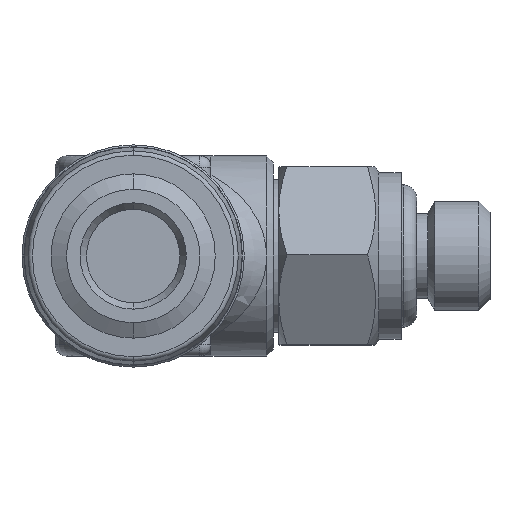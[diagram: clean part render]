
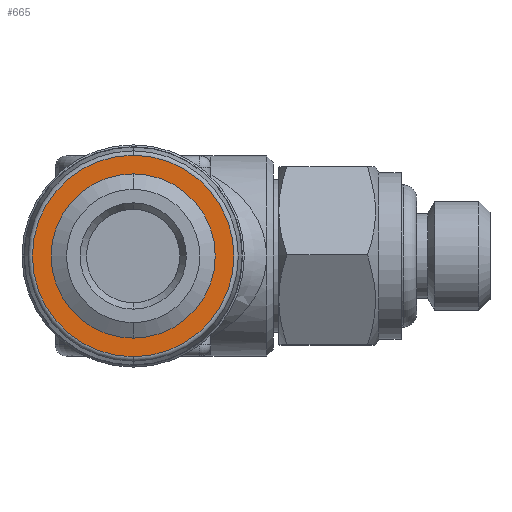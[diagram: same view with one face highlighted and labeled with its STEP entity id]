
A CAD part, left-side view. The second image highlights one B-rep face of the part: STEP entity #665.
In plain terms, the highlighted planar face has unit normal (-1, 0, 0).
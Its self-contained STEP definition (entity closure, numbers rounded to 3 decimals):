
#290 = ORIENTED_EDGE ( 'NONE', *, *, #2949, .F. ) ;
#291 = ORIENTED_EDGE ( 'NONE', *, *, #2921, .F. ) ;
#292 = ORIENTED_EDGE ( 'NONE', *, *, #2924, .T. ) ;
#293 = ORIENTED_EDGE ( 'NONE', *, *, #2948, .T. ) ;
#665 = ADVANCED_FACE ( 'NONE', ( #6403, #6400 ), #6518, .F. ) ;
#1790 = CARTESIAN_POINT ( 'NONE',  ( -17.6, 15.7, 0. ) ) ;
#1791 = DIRECTION ( 'NONE',  ( -1., 0., 0. ) ) ;
#1792 = DIRECTION ( 'NONE',  ( 0., 0., 1. ) ) ;
#1797 = CARTESIAN_POINT ( 'NONE',  ( -17.6, 15.7, 0. ) ) ;
#1798 = DIRECTION ( 'NONE',  ( -1., 0., 0. ) ) ;
#1799 = DIRECTION ( 'NONE',  ( 0., 0., 1. ) ) ;
#1853 = CARTESIAN_POINT ( 'NONE',  ( -17.6, 15.7, 0. ) ) ;
#1854 = DIRECTION ( 'NONE',  ( -1., 0., 0. ) ) ;
#1855 = DIRECTION ( 'NONE',  ( 0., 0., 1. ) ) ;
#1856 = CARTESIAN_POINT ( 'NONE',  ( -17.6, 15.7, 0. ) ) ;
#1857 = DIRECTION ( 'NONE',  ( -1., 0., 0. ) ) ;
#1858 = DIRECTION ( 'NONE',  ( 0., 0., 1. ) ) ;
#2176 = CARTESIAN_POINT ( 'NONE',  ( -17.6, 15.7, -4.533 ) ) ;
#2177 = CARTESIAN_POINT ( 'NONE',  ( -17.6, 15.7, 3.693 ) ) ;
#2178 = CARTESIAN_POINT ( 'NONE',  ( -17.6, 15.7, -3.693 ) ) ;
#2179 = CARTESIAN_POINT ( 'NONE',  ( -17.6, 15.7, 4.533 ) ) ;
#2256 = CIRCLE ( 'NONE', #7949, 3.693 ) ;
#2262 = CIRCLE ( 'NONE', #7951, 4.533 ) ;
#2300 = CIRCLE ( 'NONE', #7961, 4.533 ) ;
#2301 = CIRCLE ( 'NONE', #7962, 3.693 ) ;
#2921 = EDGE_CURVE ( 'NONE', #4448, #4449, #2256, .T. ) ;
#2924 = EDGE_CURVE ( 'NONE', #4450, #4447, #2262, .T. ) ;
#2948 = EDGE_CURVE ( 'NONE', #4447, #4450, #2300, .T. ) ;
#2949 = EDGE_CURVE ( 'NONE', #4449, #4448, #2301, .T. ) ;
#4447 = VERTEX_POINT ( 'NONE', #2176 ) ;
#4448 = VERTEX_POINT ( 'NONE', #2177 ) ;
#4449 = VERTEX_POINT ( 'NONE', #2178 ) ;
#4450 = VERTEX_POINT ( 'NONE', #2179 ) ;
#6400 = FACE_OUTER_BOUND ( 'NONE', #8671, .T. ) ;
#6403 = FACE_BOUND ( 'NONE', #8695, .T. ) ;
#6518 = PLANE ( 'NONE',  #7534 ) ;
#6525 = CARTESIAN_POINT ( 'NONE',  ( -17.6, 19.393, 0. ) ) ;
#6526 = DIRECTION ( 'NONE',  ( 1., 0., 0. ) ) ;
#6527 = DIRECTION ( 'NONE',  ( 0., 0., -1. ) ) ;
#7534 = AXIS2_PLACEMENT_3D ( 'NONE', #6525, #6526, #6527 ) ;
#7949 = AXIS2_PLACEMENT_3D ( 'NONE', #1790, #1791, #1792 ) ;
#7951 = AXIS2_PLACEMENT_3D ( 'NONE', #1797, #1798, #1799 ) ;
#7961 = AXIS2_PLACEMENT_3D ( 'NONE', #1853, #1854, #1855 ) ;
#7962 = AXIS2_PLACEMENT_3D ( 'NONE', #1856, #1857, #1858 ) ;
#8671 = EDGE_LOOP ( 'NONE', ( #292, #293 ) ) ;
#8695 = EDGE_LOOP ( 'NONE', ( #290, #291 ) ) ;
